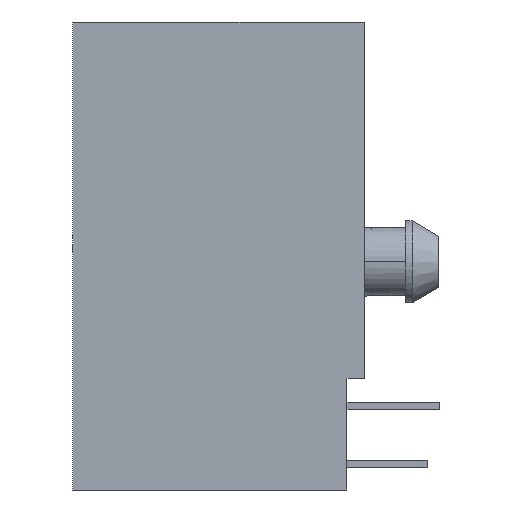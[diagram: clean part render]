
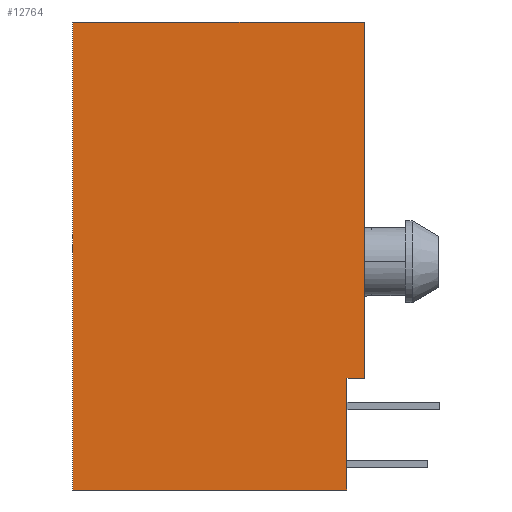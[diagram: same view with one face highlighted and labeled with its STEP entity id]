
A CAD part, left-side view. The second image highlights one B-rep face of the part: STEP entity #12764.
In plain terms, the highlighted planar face has unit normal (-1, 0, 0).
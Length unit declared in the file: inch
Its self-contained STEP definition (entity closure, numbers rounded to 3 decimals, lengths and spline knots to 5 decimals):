
#685=DIRECTION('',(0.,-1.,0.));
#686=VECTOR('',#685,0.475);
#687=CARTESIAN_POINT('',(0.,0.505,0.));
#688=LINE('',#687,#686);
#689=DIRECTION('',(0.,0.,1.));
#690=VECTOR('',#689,0.193);
#691=CARTESIAN_POINT('',(0.,0.03,0.));
#692=LINE('',#691,#690);
#693=DIRECTION('',(0.,0.,1.));
#694=VECTOR('',#693,0.81);
#695=CARTESIAN_POINT('',(0.,0.505,0.));
#696=LINE('',#695,#694);
#697=DIRECTION('',(0.,1.,0.));
#698=VECTOR('',#697,0.03);
#699=CARTESIAN_POINT('',(0.,0.,0.193));
#700=LINE('',#699,#698);
#855=DIRECTION('',(0.,0.,1.));
#856=VECTOR('',#855,0.617);
#857=CARTESIAN_POINT('',(0.,0.,0.193));
#858=LINE('',#857,#856);
#1155=DIRECTION('',(0.,-1.,0.));
#1156=VECTOR('',#1155,0.505);
#1157=CARTESIAN_POINT('',(0.,0.505,0.81));
#1158=LINE('',#1157,#1156);
#9280=CARTESIAN_POINT('',(0.,0.505,0.));
#9282=VERTEX_POINT('',#9280);
#9283=CARTESIAN_POINT('',(0.,0.,0.81));
#9285=VERTEX_POINT('',#9283);
#9289=CARTESIAN_POINT('',(0.,0.505,0.81));
#9290=VERTEX_POINT('',#9289);
#9579=CARTESIAN_POINT('',(0.,0.03,0.));
#9581=VERTEX_POINT('',#9579);
#9597=CARTESIAN_POINT('',(0.,0.03,0.193));
#9598=VERTEX_POINT('',#9597);
#9599=CARTESIAN_POINT('',(0.,0.,0.193));
#9600=VERTEX_POINT('',#9599);
#12747=CARTESIAN_POINT('',(0.,0.505,0.));
#12748=DIRECTION('',(-1.,0.,0.));
#12749=DIRECTION('',(0.,-1.,0.));
#12750=AXIS2_PLACEMENT_3D('',#12747,#12748,#12749);
#12751=PLANE('',#12750);
#12752=ORIENTED_EDGE('',*,*,#12648,.F.);
#12753=ORIENTED_EDGE('',*,*,#12637,.F.);
#12755=ORIENTED_EDGE('',*,*,#12754,.T.);
#12757=ORIENTED_EDGE('',*,*,#12756,.T.);
#12759=ORIENTED_EDGE('',*,*,#12758,.F.);
#12761=ORIENTED_EDGE('',*,*,#12760,.T.);
#12762=EDGE_LOOP('',(#12752,#12753,#12755,#12757,#12759,#12761));
#12763=FACE_OUTER_BOUND('',#12762,.F.);
#12764=ADVANCED_FACE('',(#12763),#12751,.T.);
#12637=EDGE_CURVE('',#9282,#9581,#688,.T.);
#12648=EDGE_CURVE('',#9581,#9598,#692,.T.);
#12754=EDGE_CURVE('',#9282,#9290,#696,.T.);
#12756=EDGE_CURVE('',#9290,#9285,#1158,.T.);
#12758=EDGE_CURVE('',#9600,#9285,#858,.T.);
#12760=EDGE_CURVE('',#9600,#9598,#700,.T.);
